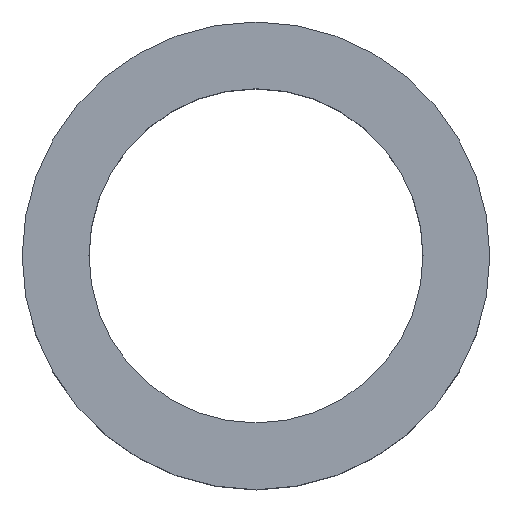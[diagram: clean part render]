
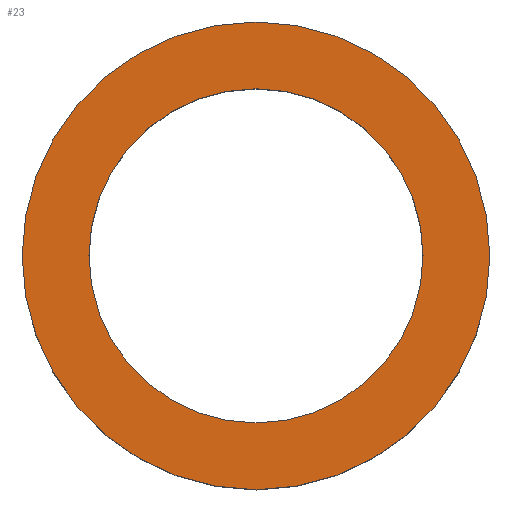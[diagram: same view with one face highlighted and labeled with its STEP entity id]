
A CAD part, top view. The second image highlights one B-rep face of the part: STEP entity #23.
In plain terms, the highlighted planar face has unit normal (0, 0, 1).
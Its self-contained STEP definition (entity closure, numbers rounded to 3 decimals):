
#23=ADVANCED_FACE('',(#35,#29),#69,.T.);
#29=FACE_OUTER_BOUND('',#38,.F.);
#35=FACE_BOUND('',#37,.F.);
#37=EDGE_LOOP('',(#45,#46));
#38=EDGE_LOOP('',(#47,#48));
#45=ORIENTED_EDGE('',*,*,#88,.T.);
#46=ORIENTED_EDGE('',*,*,#87,.T.);
#47=ORIENTED_EDGE('',*,*,#90,.F.);
#48=ORIENTED_EDGE('',*,*,#89,.F.);
#69=PLANE('',#152);
#87=EDGE_CURVE('',#114,#113,#99,.T.);
#88=EDGE_CURVE('',#113,#114,#100,.T.);
#89=EDGE_CURVE('',#112,#111,#101,.T.);
#90=EDGE_CURVE('',#111,#112,#102,.T.);
#99=CIRCLE('',#144,5.);
#100=CIRCLE('',#145,5.);
#101=CIRCLE('',#146,7.);
#102=CIRCLE('',#147,7.);
#111=VERTEX_POINT('',#206);
#112=VERTEX_POINT('',#207);
#113=VERTEX_POINT('',#208);
#114=VERTEX_POINT('',#209);
#144=AXIS2_PLACEMENT_3D('',#210,#164,#165);
#145=AXIS2_PLACEMENT_3D('',#211,#166,#167);
#146=AXIS2_PLACEMENT_3D('',#212,#168,#169);
#147=AXIS2_PLACEMENT_3D('',#213,#170,#171);
#152=AXIS2_PLACEMENT_3D('',#222,#184,#185);
#164=DIRECTION('',(0.,0.,1.));
#165=DIRECTION('',(-1.,0.,0.));
#166=DIRECTION('',(0.,0.,1.));
#167=DIRECTION('',(1.,0.,0.));
#168=DIRECTION('',(0.,0.,1.));
#169=DIRECTION('',(-1.,0.,0.));
#170=DIRECTION('',(0.,0.,1.));
#171=DIRECTION('',(1.,0.,0.));
#184=DIRECTION('',(0.,0.,1.));
#185=DIRECTION('',(1.,0.,0.));
#206=CARTESIAN_POINT('',(7.,0.,4.9));
#207=CARTESIAN_POINT('',(-7.,0.,4.9));
#208=CARTESIAN_POINT('',(5.,0.,4.9));
#209=CARTESIAN_POINT('',(-5.,0.,4.9));
#210=CARTESIAN_POINT('',(0.,0.,4.9));
#211=CARTESIAN_POINT('',(0.,0.,4.9));
#212=CARTESIAN_POINT('',(0.,0.,4.9));
#213=CARTESIAN_POINT('',(0.,0.,4.9));
#222=CARTESIAN_POINT('',(-7.149,-7.14,4.9));
